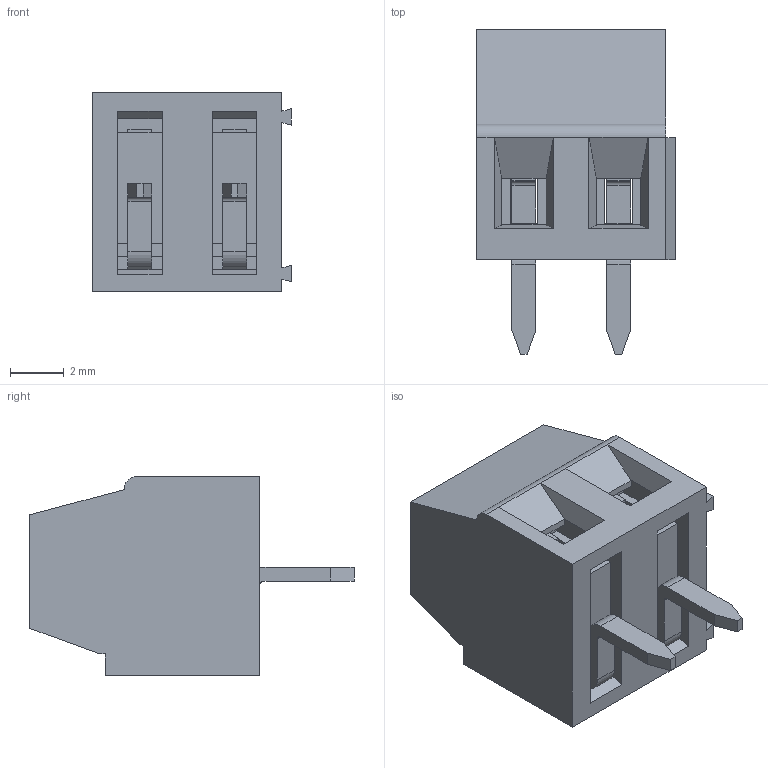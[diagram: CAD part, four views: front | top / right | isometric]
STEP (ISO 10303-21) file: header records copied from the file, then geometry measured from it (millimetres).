
FILE_DESCRIPTION (( 'STEP AP214' ), '1' );
FILE_NAME ('EBWA-02-A.STEP', '2024-09-21T14:37:16', ( '' ), ( '' ), 'SwSTEP 2.0', 'SolidWorks 2021', '' );
FILE_SCHEMA (( 'AUTOMOTIVE_DESIGN' ));
Length unit declared in the file: inch
Products named in the file (1): EBWA-02-A
Bounding box: 7.37 x 12.01 x 7.39 mm (x, y, z)
Volume: 315.1 mm3; surface area: 850.7 mm2
Topology: 7 solids, 7 shells, 207 faces, 555 edges, 352 vertices
Faces by surface type: plane 136, cylinder 41, cone 20, torus 10
Entity records: 6553 total; most frequent: CARTESIAN_POINT 1155, ORIENTED_EDGE 1110, DIRECTION 1089, EDGE_CURVE 555, VECTOR 421, LINE 421, VERTEX_POINT 352, AXIS2_PLACEMENT_3D 334
